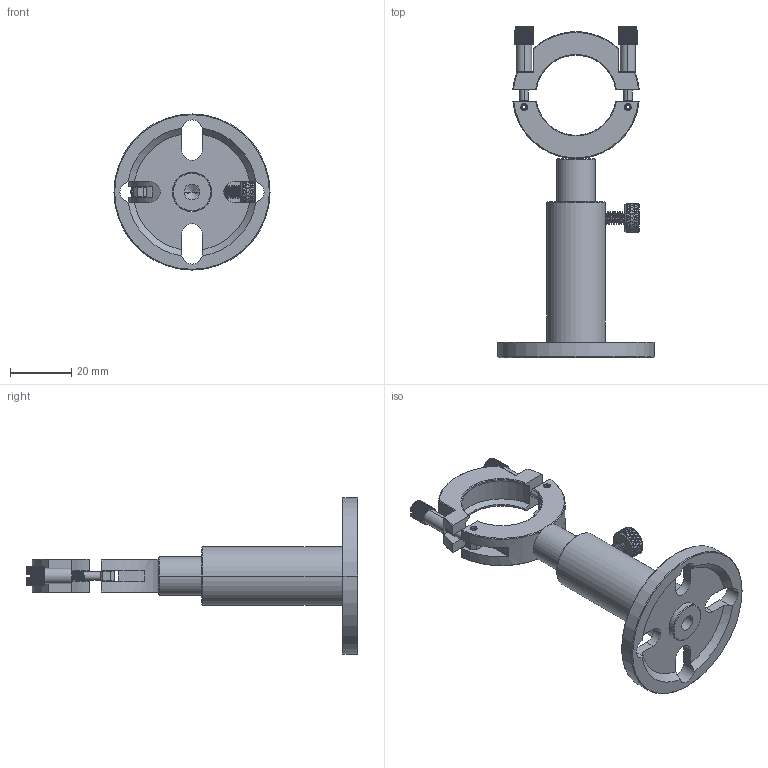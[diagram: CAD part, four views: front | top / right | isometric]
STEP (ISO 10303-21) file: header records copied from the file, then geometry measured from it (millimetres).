
FILE_DESCRIPTION (( 'STEP AP203' ), '1' );
FILE_NAME ('WH-1125C-R-B.STEP', '2022-06-30T18:47:46', ( '' ), ( '' ), 'SwSTEP 2.0', 'SolidWorks 2021', '' );
FILE_SCHEMA (( 'CONFIG_CONTROL_DESIGN' ));
Length unit declared in the file: inch
Products named in the file (1): WH-1125C-R-B
Bounding box: 50.8 x 107.89 x 50.8 mm (x, y, z)
Volume: 28364.6 mm3; surface area: 18843.3 mm2
Topology: 11 solids, 11 shells, 1661 faces, 4375 edges, 2738 vertices
Faces by surface type: plane 1013, cylinder 571, cone 68, bspline 9
Entity records: 57484 total; most frequent: CARTESIAN_POINT 20168, ORIENTED_EDGE 8738, DIRECTION 6920, EDGE_CURVE 4369, VERTEX_POINT 2738, AXIS2_PLACEMENT_3D 2463, LINE 1994, VECTOR 1994
